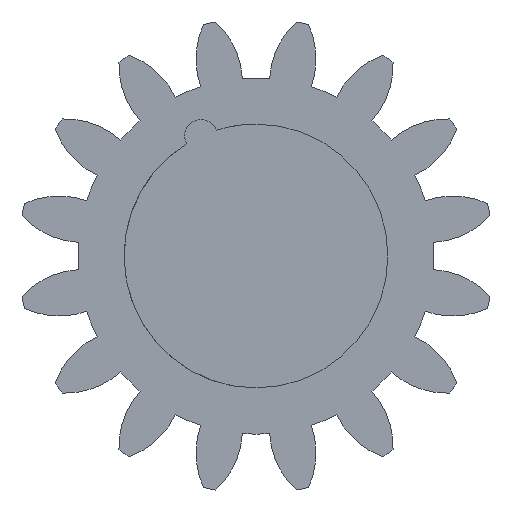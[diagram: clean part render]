
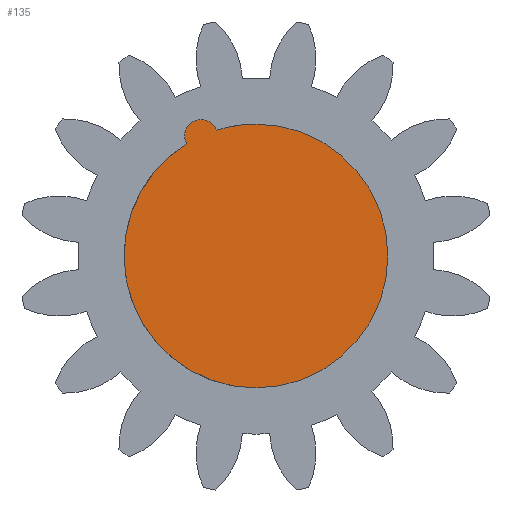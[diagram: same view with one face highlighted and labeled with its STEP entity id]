
A CAD part, left-side view. The second image highlights one B-rep face of the part: STEP entity #135.
In plain terms, the highlighted planar face has unit normal (-1, 0, 0).
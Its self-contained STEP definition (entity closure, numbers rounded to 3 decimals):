
#95 = EDGE_CURVE ( 'NONE', #2268, #1569, #2335, .T. ) ;
#135 = ADVANCED_FACE ( 'NONE', ( #804 ), #1468, .T. ) ;
#284 = DIRECTION ( 'NONE',  ( 1., 0., 0. ) ) ;
#340 = DIRECTION ( 'NONE',  ( 1., 0., 0. ) ) ;
#455 = CARTESIAN_POINT ( 'NONE',  ( -7., 5.264, 8.502 ) ) ;
#457 = AXIS2_PLACEMENT_3D ( 'NONE', #2366, #2783, #2768 ) ;
#478 = AXIS2_PLACEMENT_3D ( 'NONE', #2499, #2092, #1419 ) ;
#514 = ORIENTED_EDGE ( 'NONE', *, *, #2319, .F. ) ;
#684 = DIRECTION ( 'NONE',  ( 0., 0., -1. ) ) ;
#804 = FACE_OUTER_BOUND ( 'NONE', #1384, .T. ) ;
#954 = CIRCLE ( 'NONE', #1423, 10. ) ;
#1313 = CARTESIAN_POINT ( 'NONE',  ( -7., 0., -10. ) ) ;
#1349 = VERTEX_POINT ( 'NONE', #1313 ) ;
#1367 = VERTEX_POINT ( 'NONE', #1776 ) ;
#1384 = EDGE_LOOP ( 'NONE', ( #514, #1886, #2727, #2117 ) ) ;
#1419 = DIRECTION ( 'NONE',  ( 0., 0., -1. ) ) ;
#1423 = AXIS2_PLACEMENT_3D ( 'NONE', #1799, #2697, #684 ) ;
#1468 = PLANE ( 'NONE',  #457 ) ;
#1475 = DIRECTION ( 'NONE',  ( 0., 0., -1. ) ) ;
#1482 = DIRECTION ( 'NONE',  ( 0., 0., -1. ) ) ;
#1569 = VERTEX_POINT ( 'NONE', #2801 ) ;
#1628 = EDGE_CURVE ( 'NONE', #1349, #2268, #2421, .T. ) ;
#1776 = CARTESIAN_POINT ( 'NONE',  ( -7., 0., 10. ) ) ;
#1799 = CARTESIAN_POINT ( 'NONE',  ( -7., 0., 0. ) ) ;
#1864 = AXIS2_PLACEMENT_3D ( 'NONE', #2131, #284, #1475 ) ;
#1886 = ORIENTED_EDGE ( 'NONE', *, *, #95, .F. ) ;
#2003 = EDGE_CURVE ( 'NONE', #1367, #1349, #954, .T. ) ;
#2058 = AXIS2_PLACEMENT_3D ( 'NONE', #2139, #340, #1482 ) ;
#2092 = DIRECTION ( 'NONE',  ( 1., 0., 0. ) ) ;
#2117 = ORIENTED_EDGE ( 'NONE', *, *, #2003, .F. ) ;
#2131 = CARTESIAN_POINT ( 'NONE',  ( -7., 0., 0. ) ) ;
#2139 = CARTESIAN_POINT ( 'NONE',  ( -7., 4.162, 9.093 ) ) ;
#2268 = VERTEX_POINT ( 'NONE', #455 ) ;
#2319 = EDGE_CURVE ( 'NONE', #1569, #1367, #2447, .T. ) ;
#2335 = CIRCLE ( 'NONE', #2058, 1.25 ) ;
#2366 = CARTESIAN_POINT ( 'NONE',  ( -7., 0., 0. ) ) ;
#2421 = CIRCLE ( 'NONE', #1864, 10. ) ;
#2447 = CIRCLE ( 'NONE', #478, 10. ) ;
#2499 = CARTESIAN_POINT ( 'NONE',  ( -7., 0., 0. ) ) ;
#2697 = DIRECTION ( 'NONE',  ( 1., 0., 0. ) ) ;
#2727 = ORIENTED_EDGE ( 'NONE', *, *, #1628, .F. ) ;
#2768 = DIRECTION ( 'NONE',  ( 0., 0., -1. ) ) ;
#2783 = DIRECTION ( 'NONE',  ( -1., 0., 0. ) ) ;
#2801 = CARTESIAN_POINT ( 'NONE',  ( -7., 2.995, 9.541 ) ) ;
